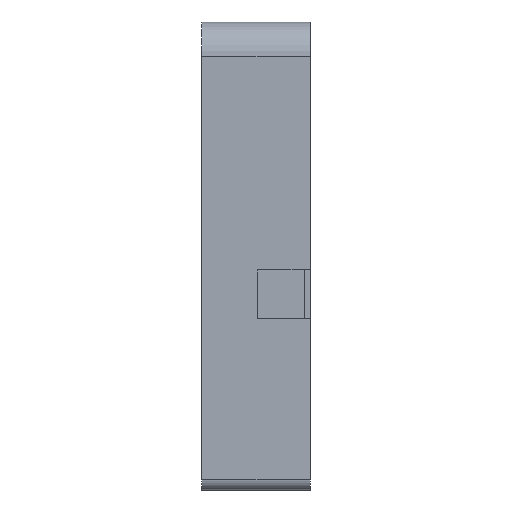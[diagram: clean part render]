
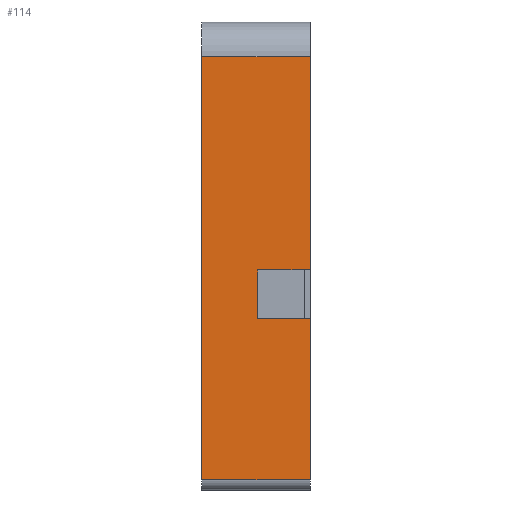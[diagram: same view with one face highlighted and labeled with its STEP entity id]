
A CAD part, left-side view. The second image highlights one B-rep face of the part: STEP entity #114.
In plain terms, the highlighted planar face has unit normal (-1, 0, 0).
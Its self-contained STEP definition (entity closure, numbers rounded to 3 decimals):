
#114=ADVANCED_FACE('',(#207),#165,.F.);
#165=PLANE('',#1161);
#207=FACE_OUTER_BOUND('',#259,.T.);
#259=EDGE_LOOP('',(#428,#429,#430,#431,#432,#433,#434,#435));
#428=ORIENTED_EDGE('',*,*,#808,.T.);
#429=ORIENTED_EDGE('',*,*,#809,.T.);
#430=ORIENTED_EDGE('',*,*,#810,.T.);
#431=ORIENTED_EDGE('',*,*,#811,.F.);
#432=ORIENTED_EDGE('',*,*,#812,.F.);
#433=ORIENTED_EDGE('',*,*,#813,.T.);
#434=ORIENTED_EDGE('',*,*,#742,.T.);
#435=ORIENTED_EDGE('',*,*,#814,.T.);
#634=VERTEX_POINT('',#1553);
#636=VERTEX_POINT('',#1556);
#683=VERTEX_POINT('',#1685);
#684=VERTEX_POINT('',#1686);
#685=VERTEX_POINT('',#1688);
#686=VERTEX_POINT('',#1690);
#687=VERTEX_POINT('',#1692);
#688=VERTEX_POINT('',#1694);
#742=EDGE_CURVE('',#636,#634,#894,.T.);
#808=EDGE_CURVE('',#683,#684,#949,.T.);
#809=EDGE_CURVE('',#684,#685,#950,.T.);
#810=EDGE_CURVE('',#685,#686,#951,.T.);
#811=EDGE_CURVE('',#687,#686,#952,.T.);
#812=EDGE_CURVE('',#688,#687,#953,.T.);
#813=EDGE_CURVE('',#688,#636,#954,.T.);
#814=EDGE_CURVE('',#634,#683,#955,.T.);
#894=LINE('',#1555,#1025);
#949=LINE('',#1684,#1080);
#950=LINE('',#1687,#1081);
#951=LINE('',#1689,#1082);
#952=LINE('',#1691,#1083);
#953=LINE('',#1693,#1084);
#954=LINE('',#1695,#1085);
#955=LINE('',#1696,#1086);
#1025=VECTOR('',#1246,1.);
#1080=VECTOR('',#1355,1.);
#1081=VECTOR('',#1356,1.);
#1082=VECTOR('',#1357,1.);
#1083=VECTOR('',#1358,1.);
#1084=VECTOR('',#1359,1.);
#1085=VECTOR('',#1360,1.);
#1086=VECTOR('',#1361,1.);
#1161=AXIS2_PLACEMENT_3D('',#1697,#1362,#1363);
#1246=DIRECTION('',(0.,0.,1.));
#1355=DIRECTION('',(0.,0.,1.));
#1356=DIRECTION('',(0.,-1.,0.));
#1357=DIRECTION('',(0.,0.,1.));
#1358=DIRECTION('',(0.,-1.,0.));
#1359=DIRECTION('',(0.,0.,1.));
#1360=DIRECTION('',(0.,-1.,0.));
#1361=DIRECTION('',(0.,1.,0.));
#1362=DIRECTION('',(1.,0.,0.));
#1363=DIRECTION('',(0.,0.,-1.));
#1553=CARTESIAN_POINT('',(-5.,0.,44.));
#1555=CARTESIAN_POINT('',(-5.,0.,-2.));
#1556=CARTESIAN_POINT('',(-5.,0.,-2.));
#1684=CARTESIAN_POINT('',(-5.,15.,-2.));
#1685=CARTESIAN_POINT('',(-5.,15.,44.));
#1686=CARTESIAN_POINT('',(-5.,15.,58.));
#1687=CARTESIAN_POINT('',(-5.,31.,58.));
#1688=CARTESIAN_POINT('',(-5.,0.,58.));
#1689=CARTESIAN_POINT('',(-5.,0.,-2.));
#1690=CARTESIAN_POINT('',(-5.,0.,119.));
#1691=CARTESIAN_POINT('',(-5.,31.,119.));
#1692=CARTESIAN_POINT('',(-5.,31.,119.));
#1693=CARTESIAN_POINT('',(-5.,31.,-2.));
#1694=CARTESIAN_POINT('',(-5.,31.,-2.));
#1695=CARTESIAN_POINT('',(-5.,31.,-2.));
#1696=CARTESIAN_POINT('',(-5.,31.,44.));
#1697=CARTESIAN_POINT('',(-5.,31.,-2.));
